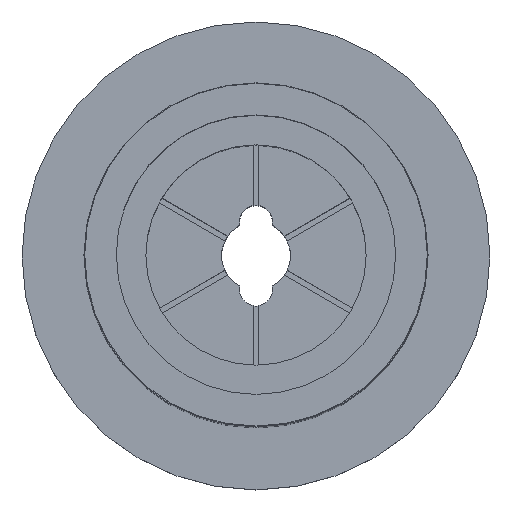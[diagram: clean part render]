
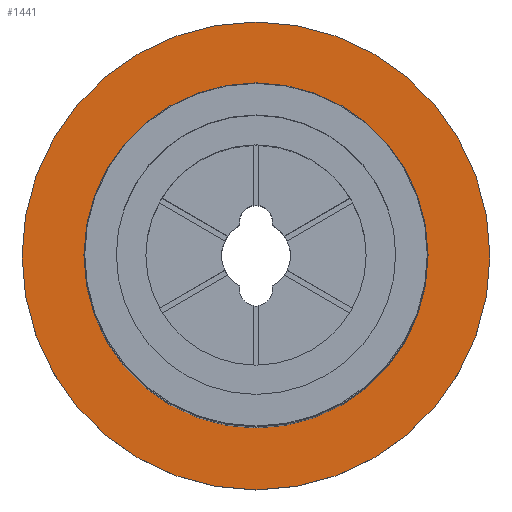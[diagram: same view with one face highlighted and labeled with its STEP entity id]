
A CAD part, top view. The second image highlights one B-rep face of the part: STEP entity #1441.
In plain terms, the highlighted planar face has unit normal (0, 0, 1).
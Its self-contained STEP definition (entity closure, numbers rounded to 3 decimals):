
#22 = CARTESIAN_POINT ( 'NONE',  ( -12.5, 0., -53. ) ) ;
#36 = ORIENTED_EDGE ( 'NONE', *, *, #1522, .T. ) ;
#63 = AXIS2_PLACEMENT_3D ( 'NONE', #1743, #1736, #1898 ) ;
#123 = CIRCLE ( 'NONE', #1028, 17. ) ;
#137 = AXIS2_PLACEMENT_3D ( 'NONE', #717, #1198, #1524 ) ;
#147 = DIRECTION ( 'NONE',  ( 0., 0., 1. ) ) ;
#285 = DIRECTION ( 'NONE',  ( 0., 0., 1. ) ) ;
#306 = CARTESIAN_POINT ( 'NONE',  ( 12.5, 0., -53. ) ) ;
#331 = EDGE_CURVE ( 'NONE', #945, #2033, #735, .T. ) ;
#350 = FACE_BOUND ( 'NONE', #567, .T. ) ;
#404 = DIRECTION ( 'NONE',  ( 1., 0., 0. ) ) ;
#410 = DIRECTION ( 'NONE',  ( 0., 0., 1. ) ) ;
#430 = ORIENTED_EDGE ( 'NONE', *, *, #1329, .F. ) ;
#472 = DIRECTION ( 'NONE',  ( 1., 0., 0. ) ) ;
#485 = VERTEX_POINT ( 'NONE', #306 ) ;
#567 = EDGE_LOOP ( 'NONE', ( #1433, #430 ) ) ;
#620 = PLANE ( 'NONE',  #63 ) ;
#699 = CIRCLE ( 'NONE', #1597, 12.5 ) ;
#717 = CARTESIAN_POINT ( 'NONE',  ( 0., 0., -53. ) ) ;
#735 = CIRCLE ( 'NONE', #2057, 17. ) ;
#926 = CIRCLE ( 'NONE', #137, 12.5 ) ;
#945 = VERTEX_POINT ( 'NONE', #1447 ) ;
#1028 = AXIS2_PLACEMENT_3D ( 'NONE', #1105, #147, #472 ) ;
#1033 = CARTESIAN_POINT ( 'NONE',  ( -17., 0., -53. ) ) ;
#1105 = CARTESIAN_POINT ( 'NONE',  ( 0., 0., -53. ) ) ;
#1106 = EDGE_CURVE ( 'NONE', #485, #1893, #926, .T. ) ;
#1183 = EDGE_LOOP ( 'NONE', ( #1480, #36 ) ) ;
#1198 = DIRECTION ( 'NONE',  ( 0., 0., 1. ) ) ;
#1249 = CARTESIAN_POINT ( 'NONE',  ( 0., 0., -53. ) ) ;
#1329 = EDGE_CURVE ( 'NONE', #1893, #485, #699, .T. ) ;
#1370 = CARTESIAN_POINT ( 'NONE',  ( 0., 0., -53. ) ) ;
#1416 = DIRECTION ( 'NONE',  ( 1., 0., 0. ) ) ;
#1433 = ORIENTED_EDGE ( 'NONE', *, *, #1106, .F. ) ;
#1441 = ADVANCED_FACE ( 'NONE', ( #350, #1777 ), #620, .F. ) ;
#1447 = CARTESIAN_POINT ( 'NONE',  ( 17., 0., -53. ) ) ;
#1480 = ORIENTED_EDGE ( 'NONE', *, *, #331, .T. ) ;
#1522 = EDGE_CURVE ( 'NONE', #2033, #945, #123, .T. ) ;
#1524 = DIRECTION ( 'NONE',  ( 1., 0., 0. ) ) ;
#1597 = AXIS2_PLACEMENT_3D ( 'NONE', #1249, #285, #1416 ) ;
#1736 = DIRECTION ( 'NONE',  ( 0., 0., -1. ) ) ;
#1743 = CARTESIAN_POINT ( 'NONE',  ( 0., 12.5, -53. ) ) ;
#1777 = FACE_OUTER_BOUND ( 'NONE', #1183, .T. ) ;
#1893 = VERTEX_POINT ( 'NONE', #22 ) ;
#1898 = DIRECTION ( 'NONE',  ( -1., 0., 0. ) ) ;
#2033 = VERTEX_POINT ( 'NONE', #1033 ) ;
#2057 = AXIS2_PLACEMENT_3D ( 'NONE', #1370, #410, #404 ) ;
